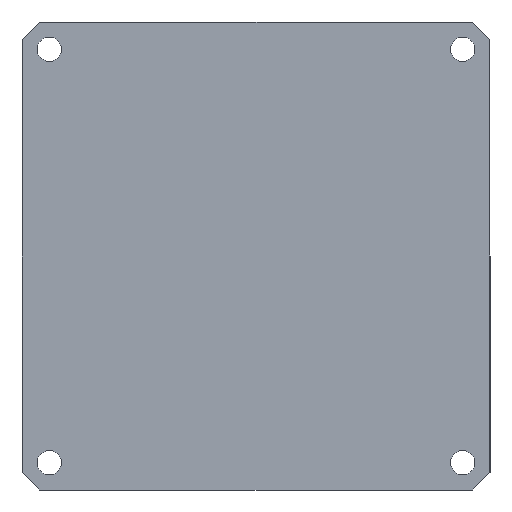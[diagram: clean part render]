
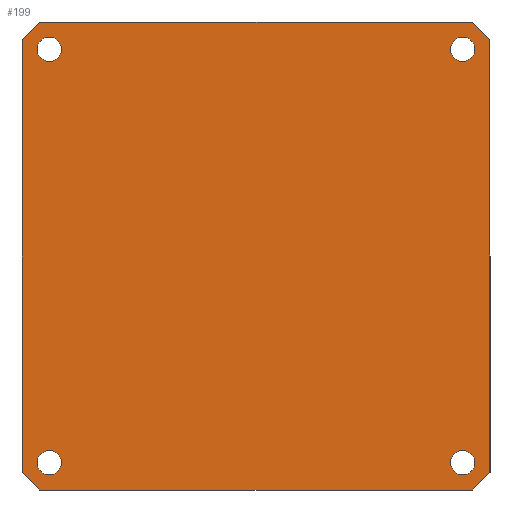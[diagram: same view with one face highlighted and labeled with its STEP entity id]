
A CAD part, front view. The second image highlights one B-rep face of the part: STEP entity #199.
In plain terms, the highlighted planar face has unit normal (0, -1, 0).
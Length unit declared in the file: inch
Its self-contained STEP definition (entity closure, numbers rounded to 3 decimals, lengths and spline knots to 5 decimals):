
#6 = EDGE_CURVE ( 'NONE', #652, #364, #25, .T. ) ;
#7 = EDGE_CURVE ( 'NONE', #113, #472, #500, .T. ) ;
#10 = VECTOR ( 'NONE', #99, 39.37008 ) ;
#23 = CARTESIAN_POINT ( 'NONE',  ( -1.7971, -0.1, 0.1913 ) ) ;
#25 = CIRCLE ( 'NONE', #505, 0.125 ) ;
#31 = VERTEX_POINT ( 'NONE', #259 ) ;
#33 = ORIENTED_EDGE ( 'NONE', *, *, #6, .T. ) ;
#35 = CARTESIAN_POINT ( 'NONE',  ( -6.32835, -0.1, -0.21495 ) ) ;
#40 = DIRECTION ( 'NONE',  ( 0., 0., 1. ) ) ;
#42 = DIRECTION ( 'NONE',  ( 0., 0., -1. ) ) ;
#43 = ORIENTED_EDGE ( 'NONE', *, *, #174, .T. ) ;
#48 = EDGE_CURVE ( 'NONE', #364, #652, #278, .T. ) ;
#54 = ORIENTED_EDGE ( 'NONE', *, *, #237, .T. ) ;
#56 = EDGE_CURVE ( 'NONE', #292, #436, #483, .T. ) ;
#59 = DIRECTION ( 'NONE',  ( 0., 1., 0. ) ) ;
#64 = EDGE_LOOP ( 'NONE', ( #516, #644 ) ) ;
#67 = CARTESIAN_POINT ( 'NONE',  ( -1.51585, -0.1, 4.59755 ) ) ;
#68 = LINE ( 'NONE', #448, #600 ) ;
#87 = EDGE_CURVE ( 'NONE', #31, #436, #666, .T. ) ;
#91 = EDGE_CURVE ( 'NONE', #328, #172, #316, .T. ) ;
#95 = CARTESIAN_POINT ( 'NONE',  ( -1.7971, -0.1, 0.0663 ) ) ;
#96 = DIRECTION ( 'NONE',  ( 0., 0., -1. ) ) ;
#97 = DIRECTION ( 'NONE',  ( 0., 0., 1. ) ) ;
#99 = DIRECTION ( 'NONE',  ( 0., 0., 1. ) ) ;
#101 = VERTEX_POINT ( 'NONE', #532 ) ;
#110 = DIRECTION ( 'NONE',  ( 0., 1., 0. ) ) ;
#112 = CARTESIAN_POINT ( 'NONE',  ( -6.14835, -0.1, -0.21495 ) ) ;
#113 = VERTEX_POINT ( 'NONE', #23 ) ;
#119 = CARTESIAN_POINT ( 'NONE',  ( -8.6446, -0.1, 2.1013 ) ) ;
#126 = CARTESIAN_POINT ( 'NONE',  ( -1.7971, -0.1, 0.0663 ) ) ;
#128 = EDGE_CURVE ( 'NONE', #292, #463, #576, .T. ) ;
#129 = EDGE_LOOP ( 'NONE', ( #54, #326 ) ) ;
#139 = CARTESIAN_POINT ( 'NONE',  ( -6.0471, -0.1, 4.3163 ) ) ;
#154 = ORIENTED_EDGE ( 'NONE', *, *, #349, .F. ) ;
#156 = LINE ( 'NONE', #498, #412 ) ;
#157 = VECTOR ( 'NONE', #42, 39.37008 ) ;
#162 = AXIS2_PLACEMENT_3D ( 'NONE', #126, #220, #569 ) ;
#164 = DIRECTION ( 'NONE',  ( 0.707, 0., -0.707 ) ) ;
#169 = CARTESIAN_POINT ( 'NONE',  ( -6.14835, -0.1, 4.59755 ) ) ;
#172 = VERTEX_POINT ( 'NONE', #547 ) ;
#173 = CARTESIAN_POINT ( 'NONE',  ( -1.7971, -0.1, 4.3163 ) ) ;
#174 = EDGE_CURVE ( 'NONE', #336, #172, #369, .T. ) ;
#175 = VECTOR ( 'NONE', #164, 39.37008 ) ;
#181 = EDGE_CURVE ( 'NONE', #472, #113, #567, .T. ) ;
#187 = DIRECTION ( 'NONE',  ( 0.707, 0., 0.707 ) ) ;
#190 = EDGE_CURVE ( 'NONE', #31, #354, #68, .T. ) ;
#195 = CIRCLE ( 'NONE', #304, 0.125 ) ;
#198 = EDGE_LOOP ( 'NONE', ( #447, #284 ) ) ;
#199 = ADVANCED_FACE ( 'NONE', ( #226, #347, #601, #214, #497 ), #376, .T. ) ;
#201 = DIRECTION ( 'NONE',  ( 0., 0., 1. ) ) ;
#214 = FACE_BOUND ( 'NONE', #465, .T. ) ;
#220 = DIRECTION ( 'NONE',  ( 0., 1., 0. ) ) ;
#222 = DIRECTION ( 'NONE',  ( 0., 1., 0. ) ) ;
#226 = FACE_BOUND ( 'NONE', #64, .T. ) ;
#227 = CARTESIAN_POINT ( 'NONE',  ( -4.0121, -0.1, -2.5312 ) ) ;
#228 = DIRECTION ( 'NONE',  ( 0., 0., 1. ) ) ;
#229 = CARTESIAN_POINT ( 'NONE',  ( -6.32835, -0.1, 4.59755 ) ) ;
#237 = EDGE_CURVE ( 'NONE', #419, #300, #195, .T. ) ;
#241 = EDGE_CURVE ( 'NONE', #328, #354, #466, .T. ) ;
#244 = CIRCLE ( 'NONE', #658, 0.125 ) ;
#259 = CARTESIAN_POINT ( 'NONE',  ( -1.69585, -0.1, -0.21495 ) ) ;
#267 = AXIS2_PLACEMENT_3D ( 'NONE', #35, #435, #96 ) ;
#268 = CIRCLE ( 'NONE', #408, 0.125 ) ;
#271 = EDGE_LOOP ( 'NONE', ( #286, #330, #344, #469, #154, #43, #377, #363 ) ) ;
#278 = CIRCLE ( 'NONE', #580, 0.125 ) ;
#283 = CARTESIAN_POINT ( 'NONE',  ( -1.7971, -0.1, 4.4413 ) ) ;
#284 = ORIENTED_EDGE ( 'NONE', *, *, #181, .T. ) ;
#286 = ORIENTED_EDGE ( 'NONE', *, *, #190, .F. ) ;
#292 = VERTEX_POINT ( 'NONE', #438 ) ;
#300 = VERTEX_POINT ( 'NONE', #536 ) ;
#304 = AXIS2_PLACEMENT_3D ( 'NONE', #534, #222, #572 ) ;
#316 = LINE ( 'NONE', #229, #10 ) ;
#319 = EDGE_CURVE ( 'NONE', #300, #419, #430, .T. ) ;
#322 = DIRECTION ( 'NONE',  ( -1., 0., 0. ) ) ;
#325 = CARTESIAN_POINT ( 'NONE',  ( -6.0471, -0.1, 0.0663 ) ) ;
#326 = ORIENTED_EDGE ( 'NONE', *, *, #319, .T. ) ;
#327 = DIRECTION ( 'NONE',  ( 0., 1., 0. ) ) ;
#328 = VERTEX_POINT ( 'NONE', #446 ) ;
#330 = ORIENTED_EDGE ( 'NONE', *, *, #87, .T. ) ;
#336 = VERTEX_POINT ( 'NONE', #169 ) ;
#344 = ORIENTED_EDGE ( 'NONE', *, *, #56, .F. ) ;
#347 = FACE_BOUND ( 'NONE', #129, .T. ) ;
#349 = EDGE_CURVE ( 'NONE', #336, #463, #156, .T. ) ;
#354 = VERTEX_POINT ( 'NONE', #112 ) ;
#363 = ORIENTED_EDGE ( 'NONE', *, *, #241, .T. ) ;
#364 = VERTEX_POINT ( 'NONE', #394 ) ;
#369 = LINE ( 'NONE', #119, #610 ) ;
#370 = VECTOR ( 'NONE', #421, 39.37008 ) ;
#376 = PLANE ( 'NONE',  #267 ) ;
#377 = ORIENTED_EDGE ( 'NONE', *, *, #91, .F. ) ;
#394 = CARTESIAN_POINT ( 'NONE',  ( -6.0471, -0.1, 0.1913 ) ) ;
#398 = CARTESIAN_POINT ( 'NONE',  ( -6.0471, -0.1, 4.3163 ) ) ;
#400 = EDGE_CURVE ( 'NONE', #101, #437, #244, .T. ) ;
#401 = CARTESIAN_POINT ( 'NONE',  ( -1.51585, -0.1, -0.03495 ) ) ;
#405 = ORIENTED_EDGE ( 'NONE', *, *, #48, .T. ) ;
#408 = AXIS2_PLACEMENT_3D ( 'NONE', #139, #520, #201 ) ;
#412 = VECTOR ( 'NONE', #574, 39.37008 ) ;
#419 = VERTEX_POINT ( 'NONE', #283 ) ;
#421 = DIRECTION ( 'NONE',  ( -0.707, 0., 0.707 ) ) ;
#430 = CIRCLE ( 'NONE', #525, 0.125 ) ;
#432 = CARTESIAN_POINT ( 'NONE',  ( -6.0471, -0.1, 0.0663 ) ) ;
#435 = DIRECTION ( 'NONE',  ( 0., -1., 0. ) ) ;
#436 = VERTEX_POINT ( 'NONE', #401 ) ;
#437 = VERTEX_POINT ( 'NONE', #507 ) ;
#438 = CARTESIAN_POINT ( 'NONE',  ( -1.51585, -0.1, 4.41755 ) ) ;
#446 = CARTESIAN_POINT ( 'NONE',  ( -6.32835, -0.1, -0.03495 ) ) ;
#447 = ORIENTED_EDGE ( 'NONE', *, *, #7, .T. ) ;
#448 = CARTESIAN_POINT ( 'NONE',  ( -6.32835, -0.1, -0.21495 ) ) ;
#452 = VECTOR ( 'NONE', #187, 39.37008 ) ;
#453 = DIRECTION ( 'NONE',  ( 0., 0., 1. ) ) ;
#463 = VERTEX_POINT ( 'NONE', #583 ) ;
#465 = EDGE_LOOP ( 'NONE', ( #405, #33 ) ) ;
#466 = LINE ( 'NONE', #492, #175 ) ;
#469 = ORIENTED_EDGE ( 'NONE', *, *, #128, .T. ) ;
#472 = VERTEX_POINT ( 'NONE', #621 ) ;
#483 = LINE ( 'NONE', #67, #157 ) ;
#492 = CARTESIAN_POINT ( 'NONE',  ( -6.23835, -0.1, -0.12495 ) ) ;
#497 = FACE_OUTER_BOUND ( 'NONE', #271, .T. ) ;
#498 = CARTESIAN_POINT ( 'NONE',  ( -6.32835, -0.1, 4.59755 ) ) ;
#500 = CIRCLE ( 'NONE', #533, 0.125 ) ;
#503 = DIRECTION ( 'NONE',  ( -0.707, 0., -0.707 ) ) ;
#505 = AXIS2_PLACEMENT_3D ( 'NONE', #432, #657, #40 ) ;
#507 = CARTESIAN_POINT ( 'NONE',  ( -6.0471, -0.1, 4.4413 ) ) ;
#516 = ORIENTED_EDGE ( 'NONE', *, *, #568, .T. ) ;
#520 = DIRECTION ( 'NONE',  ( 0., 1., 0. ) ) ;
#525 = AXIS2_PLACEMENT_3D ( 'NONE', #173, #541, #228 ) ;
#532 = CARTESIAN_POINT ( 'NONE',  ( -6.0471, -0.1, 4.1913 ) ) ;
#533 = AXIS2_PLACEMENT_3D ( 'NONE', #95, #110, #97 ) ;
#534 = CARTESIAN_POINT ( 'NONE',  ( -1.7971, -0.1, 4.3163 ) ) ;
#536 = CARTESIAN_POINT ( 'NONE',  ( -1.7971, -0.1, 4.1913 ) ) ;
#541 = DIRECTION ( 'NONE',  ( 0., 1., 0. ) ) ;
#547 = CARTESIAN_POINT ( 'NONE',  ( -6.32835, -0.1, 4.41755 ) ) ;
#567 = CIRCLE ( 'NONE', #162, 0.125 ) ;
#568 = EDGE_CURVE ( 'NONE', #437, #101, #268, .T. ) ;
#569 = DIRECTION ( 'NONE',  ( 0., 0., 1. ) ) ;
#572 = DIRECTION ( 'NONE',  ( 0., 0., 1. ) ) ;
#574 = DIRECTION ( 'NONE',  ( 1., 0., 0. ) ) ;
#576 = LINE ( 'NONE', #598, #370 ) ;
#579 = DIRECTION ( 'NONE',  ( 0., 0., 1. ) ) ;
#580 = AXIS2_PLACEMENT_3D ( 'NONE', #325, #327, #579 ) ;
#583 = CARTESIAN_POINT ( 'NONE',  ( -1.69585, -0.1, 4.59755 ) ) ;
#598 = CARTESIAN_POINT ( 'NONE',  ( -1.60585, -0.1, 4.50755 ) ) ;
#600 = VECTOR ( 'NONE', #322, 39.37008 ) ;
#601 = FACE_BOUND ( 'NONE', #198, .T. ) ;
#610 = VECTOR ( 'NONE', #503, 39.37008 ) ;
#621 = CARTESIAN_POINT ( 'NONE',  ( -1.7971, -0.1, -0.0587 ) ) ;
#637 = CARTESIAN_POINT ( 'NONE',  ( -6.0471, -0.1, -0.0587 ) ) ;
#644 = ORIENTED_EDGE ( 'NONE', *, *, #400, .T. ) ;
#652 = VERTEX_POINT ( 'NONE', #637 ) ;
#657 = DIRECTION ( 'NONE',  ( 0., 1., 0. ) ) ;
#658 = AXIS2_PLACEMENT_3D ( 'NONE', #398, #59, #453 ) ;
#666 = LINE ( 'NONE', #227, #452 ) ;
